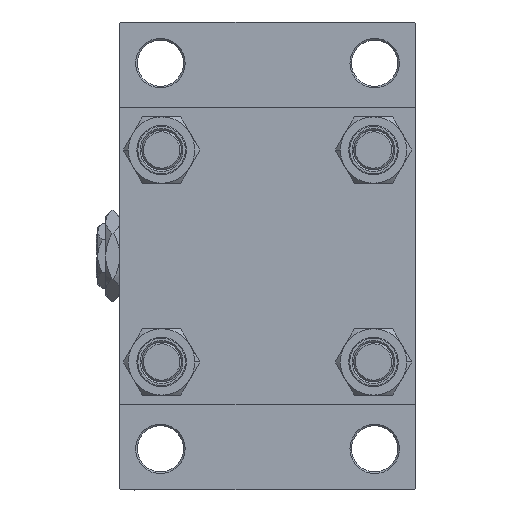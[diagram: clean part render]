
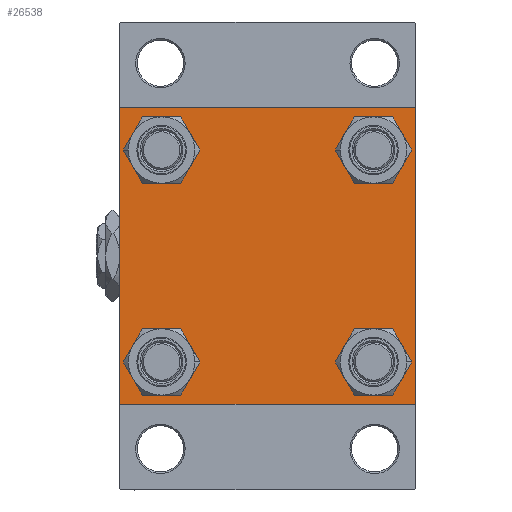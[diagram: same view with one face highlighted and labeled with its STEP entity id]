
A CAD part, left-side view. The second image highlights one B-rep face of the part: STEP entity #26538.
In plain terms, the highlighted planar face has unit normal (-1, 0, 0).
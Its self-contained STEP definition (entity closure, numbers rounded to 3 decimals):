
#105 = ORIENTED_EDGE ( 'NONE', *, *, #39890, .T. ) ;
#601 = DIRECTION ( 'NONE',  ( 1., 0., 0. ) ) ;
#1951 = DIRECTION ( 'NONE',  ( 0., 0., 1. ) ) ;
#2013 = DIRECTION ( 'NONE',  ( 0., -0.707, 0.707 ) ) ;
#2282 = AXIS2_PLACEMENT_3D ( 'NONE', #48775, #41786, #22105 ) ;
#2485 = ORIENTED_EDGE ( 'NONE', *, *, #47498, .F. ) ;
#2683 = VERTEX_POINT ( 'NONE', #36488 ) ;
#3588 = DIRECTION ( 'NONE',  ( 0., 0., 1. ) ) ;
#3986 = CIRCLE ( 'NONE', #25481, 6.5 ) ;
#3993 = EDGE_CURVE ( 'NONE', #5293, #13485, #5285, .T. ) ;
#4101 = CARTESIAN_POINT ( 'NONE',  ( 0., 45., -44.5 ) ) ;
#4624 = CARTESIAN_POINT ( 'NONE',  ( 0., -45., -44.5 ) ) ;
#4698 = ORIENTED_EDGE ( 'NONE', *, *, #15846, .T. ) ;
#4798 = DIRECTION ( 'NONE',  ( 0., 0., 1. ) ) ;
#4837 = ORIENTED_EDGE ( 'NONE', *, *, #46609, .T. ) ;
#4930 = VECTOR ( 'NONE', #9387, 1000. ) ;
#5096 = ORIENTED_EDGE ( 'NONE', *, *, #35302, .T. ) ;
#5105 = EDGE_CURVE ( 'NONE', #17910, #44279, #3986, .T. ) ;
#5285 = LINE ( 'NONE', #16742, #29432 ) ;
#5293 = VERTEX_POINT ( 'NONE', #20112 ) ;
#5957 = ORIENTED_EDGE ( 'NONE', *, *, #14035, .T. ) ;
#6145 = DIRECTION ( 'NONE',  ( 1., 0., 0. ) ) ;
#6643 = CARTESIAN_POINT ( 'NONE',  ( 0., 32.15, -32.15 ) ) ;
#7252 = EDGE_LOOP ( 'NONE', ( #14387, #26670 ) ) ;
#7391 = DIRECTION ( 'NONE',  ( 1., 0., 0. ) ) ;
#7467 = CIRCLE ( 'NONE', #12227, 6.5 ) ;
#8438 = VERTEX_POINT ( 'NONE', #4101 ) ;
#8911 = VECTOR ( 'NONE', #13204, 1000. ) ;
#8913 = VERTEX_POINT ( 'NONE', #19370 ) ;
#8969 = DIRECTION ( 'NONE',  ( 0., 0., 1. ) ) ;
#9387 = DIRECTION ( 'NONE',  ( 0., 0.707, -0.707 ) ) ;
#9567 = VECTOR ( 'NONE', #25978, 1000. ) ;
#9980 = DIRECTION ( 'NONE',  ( 0., 0., -1. ) ) ;
#10060 = VERTEX_POINT ( 'NONE', #24090 ) ;
#10354 = CIRCLE ( 'NONE', #15961, 6.5 ) ;
#10593 = ORIENTED_EDGE ( 'NONE', *, *, #3993, .F. ) ;
#10716 = VERTEX_POINT ( 'NONE', #27240 ) ;
#10788 = CIRCLE ( 'NONE', #24309, 6.5 ) ;
#10833 = CARTESIAN_POINT ( 'NONE',  ( 0., -32.15, 38.65 ) ) ;
#11116 = FACE_BOUND ( 'NONE', #7252, .T. ) ;
#11713 = ORIENTED_EDGE ( 'NONE', *, *, #33686, .T. ) ;
#12227 = AXIS2_PLACEMENT_3D ( 'NONE', #42895, #27228, #31445 ) ;
#13137 = LINE ( 'NONE', #28371, #4930 ) ;
#13204 = DIRECTION ( 'NONE',  ( 0., -1., 0. ) ) ;
#13485 = VERTEX_POINT ( 'NONE', #4624 ) ;
#13769 = CARTESIAN_POINT ( 'NONE',  ( 0., -44.75, 44.75 ) ) ;
#13885 = EDGE_LOOP ( 'NONE', ( #22318, #21072, #5957, #5096, #10593, #4698, #2485, #105 ) ) ;
#13932 = EDGE_CURVE ( 'NONE', #8438, #8913, #36704, .T. ) ;
#14035 = EDGE_CURVE ( 'NONE', #8913, #30267, #16455, .T. ) ;
#14387 = ORIENTED_EDGE ( 'NONE', *, *, #48662, .T. ) ;
#14729 = VECTOR ( 'NONE', #25495, 1000. ) ;
#15510 = VERTEX_POINT ( 'NONE', #10833 ) ;
#15846 = EDGE_CURVE ( 'NONE', #5293, #16516, #36723, .T. ) ;
#15961 = AXIS2_PLACEMENT_3D ( 'NONE', #6643, #7391, #26103 ) ;
#16455 = LINE ( 'NONE', #23952, #8911 ) ;
#16516 = VERTEX_POINT ( 'NONE', #25828 ) ;
#16742 = CARTESIAN_POINT ( 'NONE',  ( 0., -45., 45. ) ) ;
#17910 = VERTEX_POINT ( 'NONE', #41267 ) ;
#18030 = CARTESIAN_POINT ( 'NONE',  ( 0., 32.15, 32.15 ) ) ;
#18921 = CARTESIAN_POINT ( 'NONE',  ( 0., 32.15, -38.65 ) ) ;
#19370 = CARTESIAN_POINT ( 'NONE',  ( 0., 44.5, -45. ) ) ;
#19509 = CARTESIAN_POINT ( 'NONE',  ( 0., -32.15, -32.15 ) ) ;
#19713 = AXIS2_PLACEMENT_3D ( 'NONE', #18030, #41470, #3588 ) ;
#20112 = CARTESIAN_POINT ( 'NONE',  ( 0., -45., 44.5 ) ) ;
#20189 = CARTESIAN_POINT ( 'NONE',  ( 0., -32.15, 25.65 ) ) ;
#20890 = DIRECTION ( 'NONE',  ( 1., 0., 0. ) ) ;
#21072 = ORIENTED_EDGE ( 'NONE', *, *, #13932, .T. ) ;
#21190 = DIRECTION ( 'NONE',  ( 1., 0., 0. ) ) ;
#22014 = CIRCLE ( 'NONE', #32374, 6.5 ) ;
#22105 = DIRECTION ( 'NONE',  ( 0., 0., 1. ) ) ;
#22318 = ORIENTED_EDGE ( 'NONE', *, *, #34150, .T. ) ;
#23567 = VERTEX_POINT ( 'NONE', #45136 ) ;
#23928 = EDGE_LOOP ( 'NONE', ( #42977, #29879 ) ) ;
#23952 = CARTESIAN_POINT ( 'NONE',  ( 0., 45., -45. ) ) ;
#24027 = EDGE_LOOP ( 'NONE', ( #4837, #46230 ) ) ;
#24043 = AXIS2_PLACEMENT_3D ( 'NONE', #19509, #601, #4798 ) ;
#24078 = EDGE_CURVE ( 'NONE', #10716, #10060, #40376, .T. ) ;
#24090 = CARTESIAN_POINT ( 'NONE',  ( 0., 32.15, 38.65 ) ) ;
#24309 = AXIS2_PLACEMENT_3D ( 'NONE', #40290, #6145, #32841 ) ;
#24432 = LINE ( 'NONE', #28929, #27958 ) ;
#25481 = AXIS2_PLACEMENT_3D ( 'NONE', #43876, #21190, #8969 ) ;
#25495 = DIRECTION ( 'NONE',  ( 0., -1., 0. ) ) ;
#25828 = CARTESIAN_POINT ( 'NONE',  ( 0., -44.5, 45. ) ) ;
#25978 = DIRECTION ( 'NONE',  ( 0., 0., -1. ) ) ;
#26103 = DIRECTION ( 'NONE',  ( 0., 0., 1. ) ) ;
#26168 = VERTEX_POINT ( 'NONE', #18921 ) ;
#26183 = CARTESIAN_POINT ( 'NONE',  ( 0., -44.5, -45. ) ) ;
#26353 = FACE_OUTER_BOUND ( 'NONE', #13885, .T. ) ;
#26538 = ADVANCED_FACE ( 'NONE', ( #11116, #38042, #44799, #40804, #26353 ), #34328, .T. ) ;
#26670 = ORIENTED_EDGE ( 'NONE', *, *, #42348, .T. ) ;
#27228 = DIRECTION ( 'NONE',  ( 1., 0., 0. ) ) ;
#27240 = CARTESIAN_POINT ( 'NONE',  ( 0., 32.15, 25.65 ) ) ;
#27496 = CARTESIAN_POINT ( 'NONE',  ( 0., -32.15, -38.65 ) ) ;
#27958 = VECTOR ( 'NONE', #2013, 1000. ) ;
#28177 = VERTEX_POINT ( 'NONE', #20189 ) ;
#28371 = CARTESIAN_POINT ( 'NONE',  ( 0., 44.75, 44.75 ) ) ;
#28929 = CARTESIAN_POINT ( 'NONE',  ( 0., -44.75, -44.75 ) ) ;
#29236 = DIRECTION ( 'NONE',  ( 0., -0.707, -0.707 ) ) ;
#29432 = VECTOR ( 'NONE', #9980, 1000. ) ;
#29879 = ORIENTED_EDGE ( 'NONE', *, *, #37256, .T. ) ;
#30267 = VERTEX_POINT ( 'NONE', #26183 ) ;
#31445 = DIRECTION ( 'NONE',  ( 0., 0., 1. ) ) ;
#32374 = AXIS2_PLACEMENT_3D ( 'NONE', #44960, #33520, #34250 ) ;
#32841 = DIRECTION ( 'NONE',  ( 0., 0., 1. ) ) ;
#33520 = DIRECTION ( 'NONE',  ( 1., 0., 0. ) ) ;
#33686 = EDGE_CURVE ( 'NONE', #26168, #23567, #10354, .T. ) ;
#34150 = EDGE_CURVE ( 'NONE', #35983, #8438, #49144, .T. ) ;
#34250 = DIRECTION ( 'NONE',  ( 0., 0., 1. ) ) ;
#34328 = PLANE ( 'NONE',  #2282 ) ;
#35302 = EDGE_CURVE ( 'NONE', #30267, #13485, #24432, .T. ) ;
#35642 = EDGE_CURVE ( 'NONE', #23567, #26168, #41515, .T. ) ;
#35983 = VERTEX_POINT ( 'NONE', #36518 ) ;
#36330 = CARTESIAN_POINT ( 'NONE',  ( 0., 32.15, -32.15 ) ) ;
#36488 = CARTESIAN_POINT ( 'NONE',  ( 0., 44.5, 45. ) ) ;
#36518 = CARTESIAN_POINT ( 'NONE',  ( 0., 45., 44.5 ) ) ;
#36704 = LINE ( 'NONE', #48161, #45558 ) ;
#36723 = LINE ( 'NONE', #13769, #45851 ) ;
#36948 = CARTESIAN_POINT ( 'NONE',  ( 0., 45., 45. ) ) ;
#37256 = EDGE_CURVE ( 'NONE', #44279, #17910, #37573, .T. ) ;
#37573 = CIRCLE ( 'NONE', #24043, 6.5 ) ;
#38042 = FACE_BOUND ( 'NONE', #23928, .T. ) ;
#39890 = EDGE_CURVE ( 'NONE', #2683, #35983, #13137, .T. ) ;
#40290 = CARTESIAN_POINT ( 'NONE',  ( 0., -32.15, 32.15 ) ) ;
#40376 = CIRCLE ( 'NONE', #19713, 6.5 ) ;
#40804 = FACE_BOUND ( 'NONE', #24027, .T. ) ;
#41267 = CARTESIAN_POINT ( 'NONE',  ( 0., -32.15, -25.65 ) ) ;
#41470 = DIRECTION ( 'NONE',  ( 1., 0., 0. ) ) ;
#41515 = CIRCLE ( 'NONE', #46282, 6.5 ) ;
#41786 = DIRECTION ( 'NONE',  ( -1., 0., 0. ) ) ;
#42348 = EDGE_CURVE ( 'NONE', #28177, #15510, #7467, .T. ) ;
#42895 = CARTESIAN_POINT ( 'NONE',  ( 0., -32.15, 32.15 ) ) ;
#42977 = ORIENTED_EDGE ( 'NONE', *, *, #5105, .T. ) ;
#43876 = CARTESIAN_POINT ( 'NONE',  ( 0., -32.15, -32.15 ) ) ;
#44279 = VERTEX_POINT ( 'NONE', #27496 ) ;
#44516 = ORIENTED_EDGE ( 'NONE', *, *, #35642, .T. ) ;
#44713 = DIRECTION ( 'NONE',  ( 0., 0.707, 0.707 ) ) ;
#44799 = FACE_BOUND ( 'NONE', #44800, .T. ) ;
#44800 = EDGE_LOOP ( 'NONE', ( #44516, #11713 ) ) ;
#44919 = CARTESIAN_POINT ( 'NONE',  ( 0., 45., 45. ) ) ;
#44937 = LINE ( 'NONE', #36948, #14729 ) ;
#44960 = CARTESIAN_POINT ( 'NONE',  ( 0., 32.15, 32.15 ) ) ;
#45136 = CARTESIAN_POINT ( 'NONE',  ( 0., 32.15, -25.65 ) ) ;
#45558 = VECTOR ( 'NONE', #29236, 1000. ) ;
#45851 = VECTOR ( 'NONE', #44713, 1000. ) ;
#46230 = ORIENTED_EDGE ( 'NONE', *, *, #24078, .T. ) ;
#46282 = AXIS2_PLACEMENT_3D ( 'NONE', #36330, #20890, #1951 ) ;
#46609 = EDGE_CURVE ( 'NONE', #10060, #10716, #22014, .T. ) ;
#47498 = EDGE_CURVE ( 'NONE', #2683, #16516, #44937, .T. ) ;
#48161 = CARTESIAN_POINT ( 'NONE',  ( 0., 44.75, -44.75 ) ) ;
#48662 = EDGE_CURVE ( 'NONE', #15510, #28177, #10788, .T. ) ;
#48775 = CARTESIAN_POINT ( 'NONE',  ( 0., 0., 0. ) ) ;
#49144 = LINE ( 'NONE', #44919, #9567 ) ;
